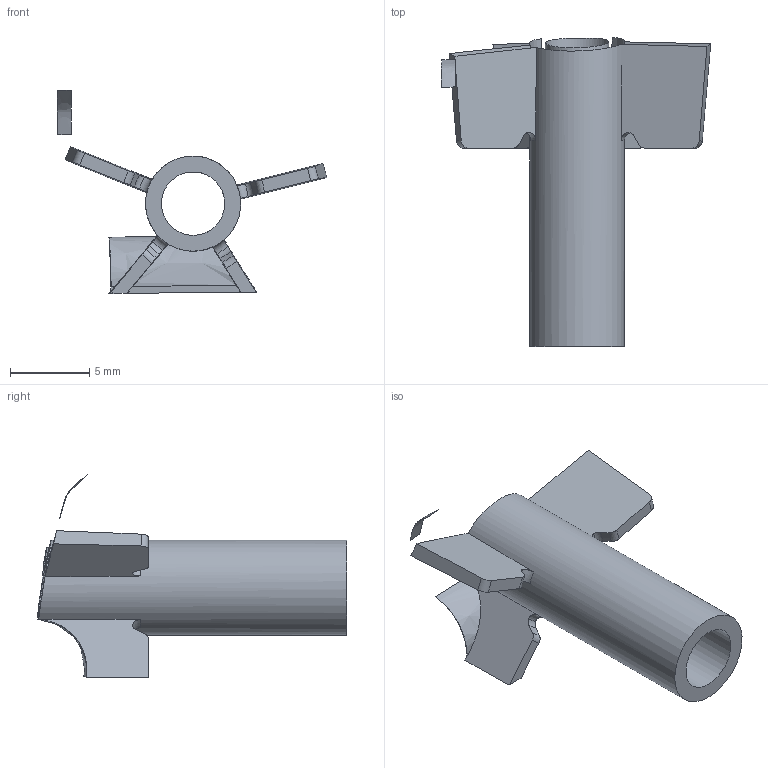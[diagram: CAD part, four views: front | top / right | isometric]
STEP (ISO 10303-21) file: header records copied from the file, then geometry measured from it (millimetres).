
FILE_DESCRIPTION(('Open CASCADE Model'),'2;1');
FILE_NAME('Open CASCADE Shape Model','2025-10-21T21:37:34',('Author'),( 'Open CASCADE'),'Open CASCADE STEP processor 7.7','Open CASCADE 7.7' ,'Unknown');
FILE_SCHEMA(('AUTOMOTIVE_DESIGN { 1 0 10303 214 1 1 1 1 }'));
Length unit declared in the file: millimetre
Products named in the file (43): Open CASCADE STEP translator 7.7 18; Open CASCADE STEP translator 7.7 18.1; Open CASCADE STEP translator 7.7 18.2; Open CASCADE STEP translator 7.7 18.3; Open CASCADE STEP translator 7.7 18.4; Open CASCADE STEP translator 7.7 18.5; Open CASCADE STEP translator 7.7 18.6; Open CASCADE STEP translator 7.7 18.7; Open CASCADE STEP translator 7.7 18.8; Open CASCADE STEP translator 7.7 18.9; Open CASCADE STEP translator 7.7 18.10; Open CASCADE STEP translator 7.7 18.11; Open CASCADE STEP translator 7.7 18.12; Open CASCADE STEP translator 7.7 18.13; Open CASCADE STEP translator 7.7 18.14; Open CASCADE STEP translator 7.7 18.15; Open CASCADE STEP translator 7.7 18.16; Open CASCADE STEP translator 7.7 18.17; Open CASCADE STEP translator 7.7 18.18; Open CASCADE STEP translator 7.7 18.19; Open CASCADE STEP translator 7.7 18.20; Open CASCADE STEP translator 7.7 18.21; Open CASCADE STEP translator 7.7 18.22; Open CASCADE STEP translator 7.7 18.23; Open CASCADE STEP translator 7.7 18.24; Open CASCADE STEP translator 7.7 18.25; Open CASCADE STEP translator 7.7 18.26; Open CASCADE STEP translator 7.7 18.27; Open CASCADE STEP translator 7.7 18.28; Open CASCADE STEP translator 7.7 18.29; Open CASCADE STEP translator 7.7 18.30; Open CASCADE STEP translator 7.7 18.31; Open CASCADE STEP translator 7.7 18.32; Open CASCADE STEP translator 7.7 18.33; Open CASCADE STEP translator 7.7 18.34; Open CASCADE STEP translator 7.7 18.35; Open CASCADE STEP translator 7.7 18.36; Open CASCADE STEP translator 7.7 18.37; Open CASCADE STEP translator 7.7 18.38; Open CASCADE STEP translator 7.7 18.39 ...
Assembly tree (42 placements, depth 2):
  Open CASCADE STEP translator 7.7 18
    Open CASCADE STEP translator 7.7 18.1
    Open CASCADE STEP translator 7.7 18.2
    Open CASCADE STEP translator 7.7 18.3
    Open CASCADE STEP translator 7.7 18.4
    Open CASCADE STEP translator 7.7 18.5
    Open CASCADE STEP translator 7.7 18.6
    Open CASCADE STEP translator 7.7 18.7
    Open CASCADE STEP translator 7.7 18.8
    Open CASCADE STEP translator 7.7 18.9
    Open CASCADE STEP translator 7.7 18.10
    Open CASCADE STEP translator 7.7 18.11
    Open CASCADE STEP translator 7.7 18.12
    Open CASCADE STEP translator 7.7 18.13
    Open CASCADE STEP translator 7.7 18.14
    Open CASCADE STEP translator 7.7 18.15
    Open CASCADE STEP translator 7.7 18.16
    Open CASCADE STEP translator 7.7 18.17
    Open CASCADE STEP translator 7.7 18.18
    Open CASCADE STEP translator 7.7 18.19
    Open CASCADE STEP translator 7.7 18.20
    Open CASCADE STEP translator 7.7 18.21
    Open CASCADE STEP translator 7.7 18.22
    Open CASCADE STEP translator 7.7 18.23
    Open CASCADE STEP translator 7.7 18.24
    Open CASCADE STEP translator 7.7 18.25
    Open CASCADE STEP translator 7.7 18.26
    Open CASCADE STEP translator 7.7 18.27
    Open CASCADE STEP translator 7.7 18.28
    Open CASCADE STEP translator 7.7 18.29
    Open CASCADE STEP translator 7.7 18.30
    Open CASCADE STEP translator 7.7 18.31
    Open CASCADE STEP translator 7.7 18.32
    Open CASCADE STEP translator 7.7 18.33
    Open CASCADE STEP translator 7.7 18.34
    Open CASCADE STEP translator 7.7 18.35
    Open CASCADE STEP translator 7.7 18.36
    Open CASCADE STEP translator 7.7 18.37
    Open CASCADE STEP translator 7.7 18.38
    Open CASCADE STEP translator 7.7 18.39
    Open CASCADE STEP translator 7.7 18.40
    Open CASCADE STEP translator 7.7 18.41
    Open CASCADE STEP translator 7.7 18.42
Bounding box: 17 x 19.5 x 12.84 mm (x, y, z)
Surface area: 840.9 mm2 (no closed solid volume)
Topology: 0 solids, 42 shells, 42 faces, 235 edges, 233 vertices
Faces by surface type: plane 15, torus 12, bspline 6, cylinder 5, cone 4
Full cylindrical faces by diameter (mm): 4 x1, 6 x1
Entity records: 6261 total; most frequent: CARTESIAN_POINT 2820, DIRECTION 433, B_SPLINE_CURVE_WITH_KNOTS 264, ORIENTED_EDGE 237, PCURVE 237, DEFINITIONAL_REPRESENTATION 237, EDGE_CURVE 235, VERTEX_POINT 233
